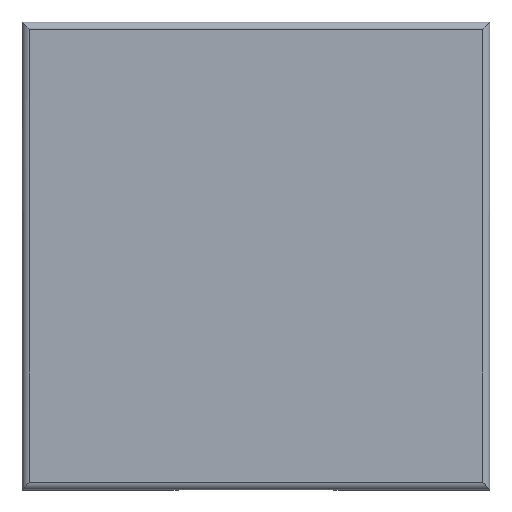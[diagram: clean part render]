
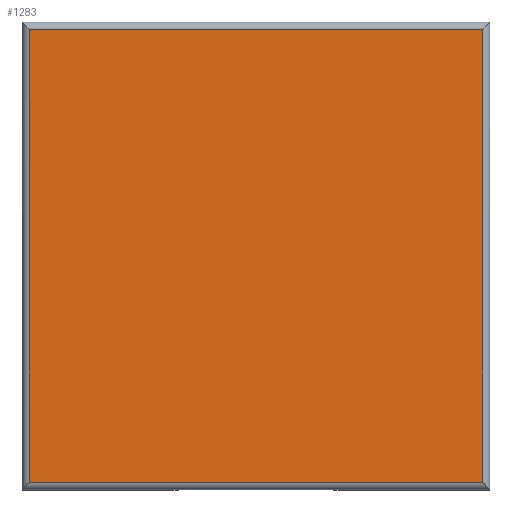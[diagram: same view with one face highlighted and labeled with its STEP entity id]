
A CAD part, top view. The second image highlights one B-rep face of the part: STEP entity #1283.
In plain terms, the highlighted planar face has unit normal (0, 0, 1).
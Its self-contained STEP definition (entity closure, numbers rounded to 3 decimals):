
#66 = DIRECTION ( 'NONE',  ( 0., -1., 0. ) ) ;
#99 = VECTOR ( 'NONE', #907, 1000. ) ;
#200 = CARTESIAN_POINT ( 'NONE',  ( -290., -300., 18. ) ) ;
#308 = DIRECTION ( 'NONE',  ( 0., 0., 1. ) ) ;
#354 = CARTESIAN_POINT ( 'NONE',  ( 290., 290., 18. ) ) ;
#378 = CARTESIAN_POINT ( 'NONE',  ( 290., -290., 18. ) ) ;
#396 = FACE_OUTER_BOUND ( 'NONE', #1183, .T. ) ;
#400 = VERTEX_POINT ( 'NONE', #354 ) ;
#427 = CARTESIAN_POINT ( 'NONE',  ( 0., 0., 18. ) ) ;
#453 = EDGE_CURVE ( 'NONE', #843, #879, #1306, .T. ) ;
#482 = CARTESIAN_POINT ( 'NONE',  ( 290., 300., 18. ) ) ;
#607 = EDGE_CURVE ( 'NONE', #879, #400, #1101, .T. ) ;
#630 = AXIS2_PLACEMENT_3D ( 'NONE', #427, #308, #881 ) ;
#719 = DIRECTION ( 'NONE',  ( -1., 0., 0. ) ) ;
#736 = VECTOR ( 'NONE', #1208, 1000. ) ;
#829 = CARTESIAN_POINT ( 'NONE',  ( -290., -290., 18. ) ) ;
#843 = VERTEX_POINT ( 'NONE', #829 ) ;
#845 = VERTEX_POINT ( 'NONE', #967 ) ;
#879 = VERTEX_POINT ( 'NONE', #378 ) ;
#881 = DIRECTION ( 'NONE',  ( 1., 0., 0. ) ) ;
#895 = CARTESIAN_POINT ( 'NONE',  ( 300., -290., 18. ) ) ;
#907 = DIRECTION ( 'NONE',  ( 1., 0., 0. ) ) ;
#928 = ORIENTED_EDGE ( 'NONE', *, *, #453, .T. ) ;
#967 = CARTESIAN_POINT ( 'NONE',  ( -290., 290., 18. ) ) ;
#1072 = EDGE_CURVE ( 'NONE', #400, #845, #1853, .T. ) ;
#1089 = VECTOR ( 'NONE', #719, 1000. ) ;
#1101 = LINE ( 'NONE', #482, #736 ) ;
#1162 = PLANE ( 'NONE',  #630 ) ;
#1183 = EDGE_LOOP ( 'NONE', ( #1642, #1809, #928, #1540 ) ) ;
#1208 = DIRECTION ( 'NONE',  ( 0., 1., 0. ) ) ;
#1258 = LINE ( 'NONE', #200, #1399 ) ;
#1283 = ADVANCED_FACE ( 'NONE', ( #396 ), #1162, .T. ) ;
#1288 = CARTESIAN_POINT ( 'NONE',  ( -300., 290., 18. ) ) ;
#1306 = LINE ( 'NONE', #895, #99 ) ;
#1399 = VECTOR ( 'NONE', #66, 1000. ) ;
#1540 = ORIENTED_EDGE ( 'NONE', *, *, #607, .T. ) ;
#1642 = ORIENTED_EDGE ( 'NONE', *, *, #1072, .T. ) ;
#1809 = ORIENTED_EDGE ( 'NONE', *, *, #1829, .T. ) ;
#1829 = EDGE_CURVE ( 'NONE', #845, #843, #1258, .T. ) ;
#1853 = LINE ( 'NONE', #1288, #1089 ) ;
